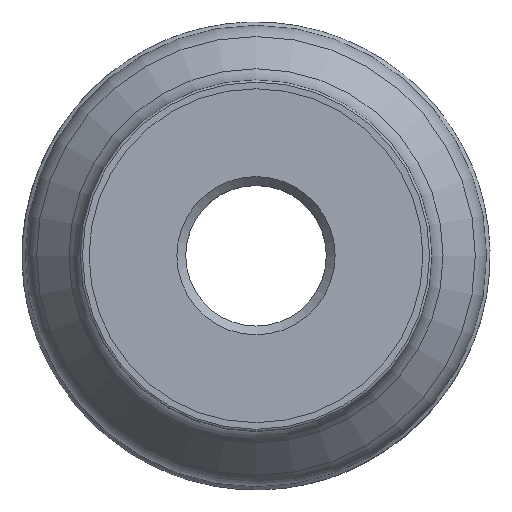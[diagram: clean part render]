
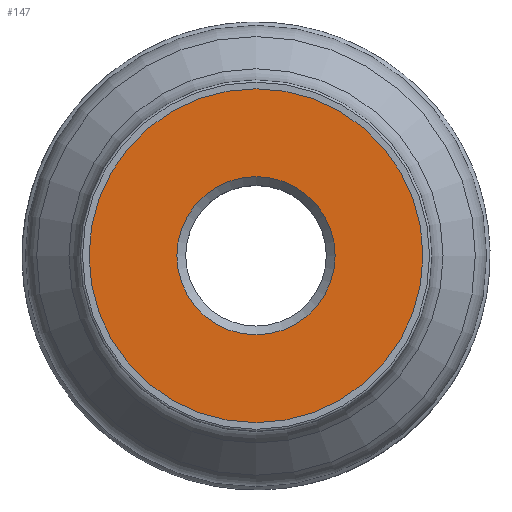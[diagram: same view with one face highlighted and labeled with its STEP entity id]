
A CAD part, top view. The second image highlights one B-rep face of the part: STEP entity #147.
In plain terms, the highlighted planar face has unit normal (0, 0, 1).
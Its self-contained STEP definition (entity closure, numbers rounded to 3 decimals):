
#123=PLANE('',#597);
#147=ADVANCED_FACE('CLONE_TP_FACE',(#203,#204),#123,.T.);
#203=FACE_BOUND('',#258,.T.);
#204=FACE_BOUND('',#259,.T.);
#258=EDGE_LOOP('',(#312));
#259=EDGE_LOOP('',(#313));
#312=ORIENTED_EDGE('',*,*,#367,.F.);
#313=ORIENTED_EDGE('',*,*,#368,.F.);
#339=VERTEX_POINT('',#827);
#340=VERTEX_POINT('',#830);
#367=EDGE_CURVE('',#339,#339,#394,.T.);
#368=EDGE_CURVE('',#340,#340,#395,.T.);
#394=CIRCLE('',#582,38.);
#395=CIRCLE('',#584,18.006);
#582=AXIS2_PLACEMENT_3D('',#826,#697,#698);
#584=AXIS2_PLACEMENT_3D('',#829,#701,#702);
#597=AXIS2_PLACEMENT_3D('',#849,#727,#728);
#697=DIRECTION('',(0.,0.,-1.));
#698=DIRECTION('',(1.,0.,0.));
#701=DIRECTION('',(0.,0.,1.));
#702=DIRECTION('',(1.,0.,0.));
#727=DIRECTION('',(0.,0.,1.));
#728=DIRECTION('',(1.,0.,0.));
#826=CARTESIAN_POINT('',(0.,0.,0.));
#827=CARTESIAN_POINT('',(38.,0.,0.));
#829=CARTESIAN_POINT('',(0.,0.,0.));
#830=CARTESIAN_POINT('',(18.006,0.,0.));
#849=CARTESIAN_POINT('',(0.,-16.006,0.));
